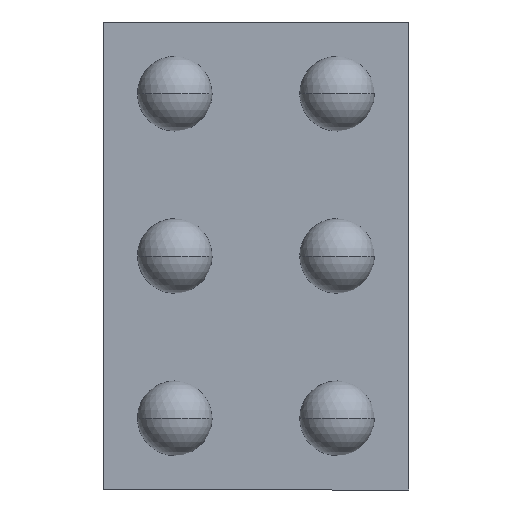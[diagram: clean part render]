
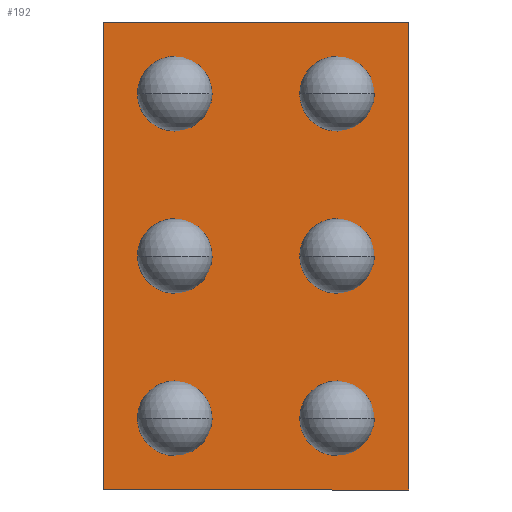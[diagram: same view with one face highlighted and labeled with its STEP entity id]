
A CAD part, front view. The second image highlights one B-rep face of the part: STEP entity #192.
In plain terms, the highlighted planar face has unit normal (0, -1, 0).
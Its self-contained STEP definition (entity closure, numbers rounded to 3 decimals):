
#5 = CARTESIAN_POINT ( 'NONE',  ( 0.471, 0.19, -0.721 ) ) ;
#48 = CARTESIAN_POINT ( 'NONE',  ( 0.471, 0.19, 0.721 ) ) ;
#57 = ORIENTED_EDGE ( 'NONE', *, *, #731, .F. ) ;
#106 = LINE ( 'NONE', #795, #575 ) ;
#136 = CARTESIAN_POINT ( 'NONE',  ( -0.471, 0.19, -0.721 ) ) ;
#155 = CARTESIAN_POINT ( 'NONE',  ( -0.471, 0.19, -0.721 ) ) ;
#162 = ORIENTED_EDGE ( 'NONE', *, *, #221, .F. ) ;
#192 = ADVANCED_FACE ( 'NONE', ( #419 ), #531, .F. ) ;
#195 = CARTESIAN_POINT ( 'NONE',  ( 0., 0.19, 0. ) ) ;
#200 = ORIENTED_EDGE ( 'NONE', *, *, #373, .F. ) ;
#221 = EDGE_CURVE ( 'NONE', #580, #541, #469, .T. ) ;
#278 = DIRECTION ( 'NONE',  ( 0., 0., 1. ) ) ;
#296 = EDGE_CURVE ( 'NONE', #541, #303, #802, .T. ) ;
#303 = VERTEX_POINT ( 'NONE', #155 ) ;
#373 = EDGE_CURVE ( 'NONE', #303, #790, #548, .T. ) ;
#395 = DIRECTION ( 'NONE',  ( 0., 1., 0. ) ) ;
#405 = CARTESIAN_POINT ( 'NONE',  ( -0.471, 0.19, 0.721 ) ) ;
#419 = FACE_OUTER_BOUND ( 'NONE', #577, .T. ) ;
#469 = LINE ( 'NONE', #5, #526 ) ;
#481 = DIRECTION ( 'NONE',  ( -1., 0., 0. ) ) ;
#521 = AXIS2_PLACEMENT_3D ( 'NONE', #195, #395, #791 ) ;
#526 = VECTOR ( 'NONE', #656, 1000. ) ;
#531 = PLANE ( 'NONE',  #521 ) ;
#541 = VERTEX_POINT ( 'NONE', #764 ) ;
#548 = LINE ( 'NONE', #607, #788 ) ;
#575 = VECTOR ( 'NONE', #805, 1000. ) ;
#577 = EDGE_LOOP ( 'NONE', ( #200, #606, #162, #57 ) ) ;
#580 = VERTEX_POINT ( 'NONE', #48 ) ;
#600 = VECTOR ( 'NONE', #481, 1000. ) ;
#606 = ORIENTED_EDGE ( 'NONE', *, *, #296, .F. ) ;
#607 = CARTESIAN_POINT ( 'NONE',  ( -0.471, 0.19, 0.721 ) ) ;
#656 = DIRECTION ( 'NONE',  ( 0., 0., -1. ) ) ;
#731 = EDGE_CURVE ( 'NONE', #790, #580, #106, .T. ) ;
#764 = CARTESIAN_POINT ( 'NONE',  ( 0.471, 0.19, -0.721 ) ) ;
#788 = VECTOR ( 'NONE', #278, 1000. ) ;
#790 = VERTEX_POINT ( 'NONE', #405 ) ;
#791 = DIRECTION ( 'NONE',  ( 0., 0., 1. ) ) ;
#795 = CARTESIAN_POINT ( 'NONE',  ( 0.471, 0.19, 0.721 ) ) ;
#802 = LINE ( 'NONE', #136, #600 ) ;
#805 = DIRECTION ( 'NONE',  ( 1., 0., 0. ) ) ;
